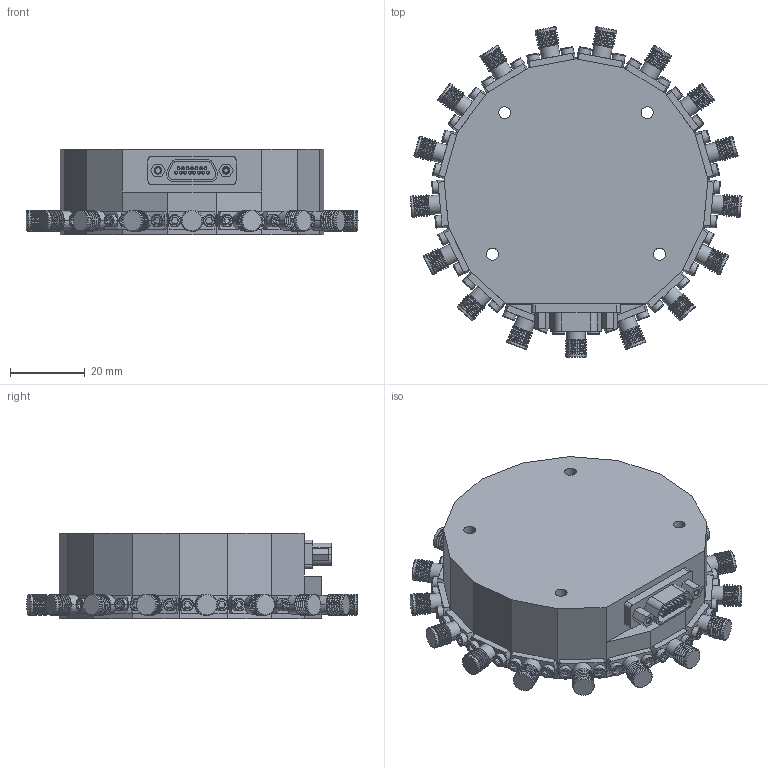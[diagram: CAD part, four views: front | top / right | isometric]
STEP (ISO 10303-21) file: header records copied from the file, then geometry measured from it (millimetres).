
FILE_DESCRIPTION (( 'STEP AP203' ), '1' );
FILE_NAME ('K16-AC-Z3.STEP', '2022-07-02T01:00:43', ( '' ), ( '' ), 'SwSTEP 2.0', 'SolidWorks 2021', '' );
FILE_SCHEMA (( 'CONFIG_CONTROL_DESIGN' ));
Products named in the file (1): K16-AC-Z3
Bounding box: 88.61 x 88.23 x 22.9 mm (x, y, z)
Volume: 91895.8 mm3; surface area: 23263.7 mm2
Topology: 19 solids, 19 shells, 3506 faces, 7828 edges, 4536 vertices
Faces by surface type: bspline 1870, plane 822, cylinder 638, cone 108, torus 68
Entity records: 97242 total; most frequent: CARTESIAN_POINT 38209, ORIENTED_EDGE 15656, EDGE_CURVE 7828, DIRECTION 7658, VERTEX_POINT 4536, EDGE_LOOP 3690, FACE_OUTER_BOUND 3506, ADVANCED_FACE 3506
